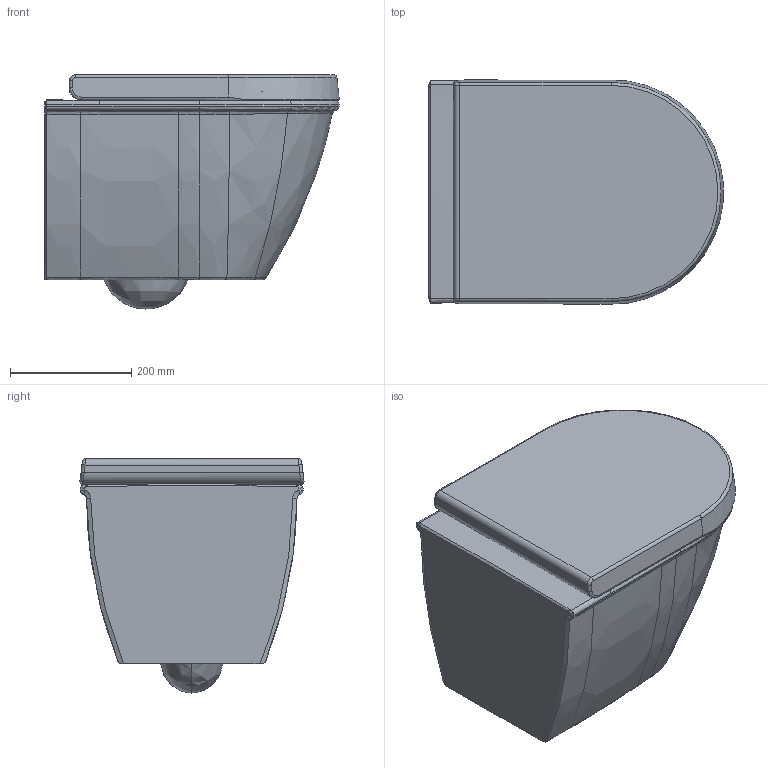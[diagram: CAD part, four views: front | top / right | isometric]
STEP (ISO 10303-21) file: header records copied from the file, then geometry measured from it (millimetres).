
FILE_DESCRIPTION((''),'2;1');
FILE_NAME('254909.stp','2012-09-23T20:58:41',('Administrator'),(''),'Autodesk Inventor 2011','Autodesk Inventor 2011','');
FILE_SCHEMA(('CONFIG_CONTROL_DESIGN'));
Length unit declared in the file: millimetre
Products named in the file (3): 254909; Sitz
Assembly tree (2 placements, depth 2):
  254909
    254909
    Sitz
Bounding box: 485.19 x 369.12 x 385.73 mm (x, y, z)
Volume: 37070466.1 mm3; surface area: 1074638.4 mm2
Topology: 2 solids, 2 shells, 163 faces, 373 edges, 221 vertices
Faces by surface type: bspline 91, cylinder 36, plane 31, torus 4, cone 1
Full cylindrical faces by diameter (mm): 17 x2
Entity records: 13750 total; most frequent: CARTESIAN_POINT 10556, ORIENTED_EDGE 734, DIRECTION 468, EDGE_CURVE 367, VERTEX_POINT 219, AXIS2_PLACEMENT_3D 177, EDGE_LOOP 174, FACE_OUTER_BOUND 163
